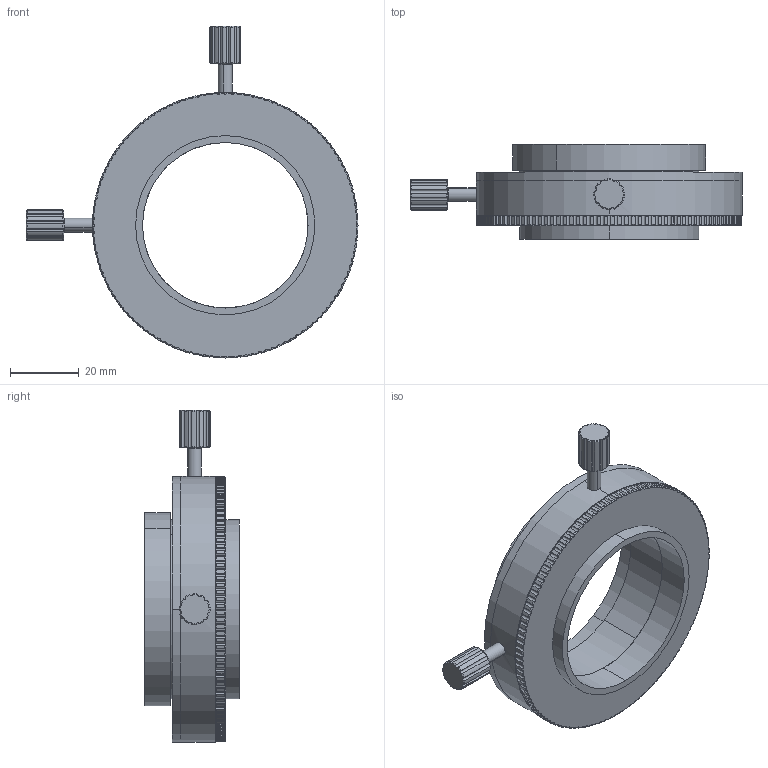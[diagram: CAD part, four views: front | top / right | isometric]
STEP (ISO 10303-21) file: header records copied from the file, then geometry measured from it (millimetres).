
FILE_DESCRIPTION (( 'STEP AP203' ), '1' );
FILE_NAME ('507000.STEP', '2021-05-27T10:03:56', ( '' ), ( '' ), 'SwSTEP 2.0', 'SolidWorks 2020', '' );
FILE_SCHEMA (( 'CONFIG_CONTROL_DESIGN' ));
Length unit declared in the file: millimetre
Products named in the file (1): 507000
Bounding box: 96.28 x 27.5 x 96.28 mm (x, y, z)
Volume: 45584.1 mm3; surface area: 36118.6 mm2
Topology: 10 solids, 10 shells, 847 faces, 2361 edges, 1541 vertices
Faces by surface type: cylinder 437, cone 324, plane 70, torus 10, sphere 6
Entity records: 33876 total; most frequent: CARTESIAN_POINT 12312, ORIENTED_EDGE 4692, DIRECTION 4535, EDGE_CURVE 2346, AXIS2_PLACEMENT_3D 1993, VERTEX_POINT 1538, CIRCLE 1145, EDGE_LOOP 886
